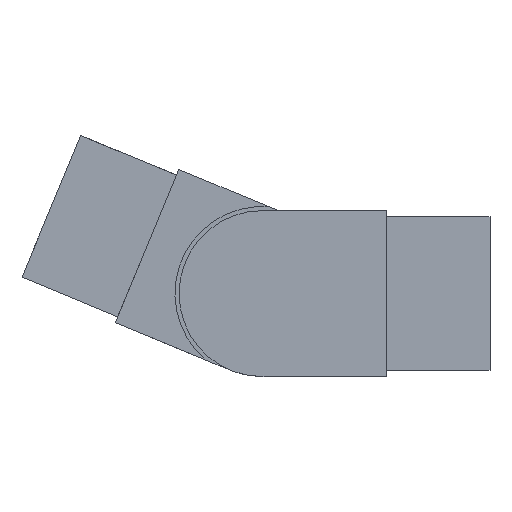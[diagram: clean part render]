
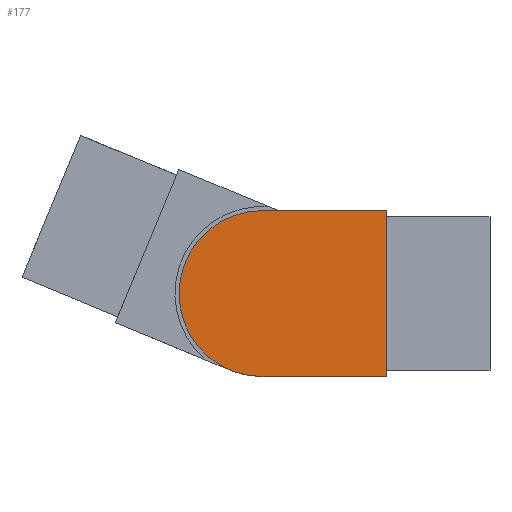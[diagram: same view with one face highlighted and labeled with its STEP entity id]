
A CAD part, left-side view. The second image highlights one B-rep face of the part: STEP entity #177.
In plain terms, the highlighted planar face has unit normal (-1, 0, 0).
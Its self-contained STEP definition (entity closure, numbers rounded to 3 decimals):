
#177=ADVANCED_FACE('',(#284),#231,.T.);
#231=PLANE('',#1454);
#284=FACE_OUTER_BOUND('',#363,.T.);
#363=EDGE_LOOP('',(#659,#660,#661,#662));
#659=ORIENTED_EDGE('',*,*,#1013,.T.);
#660=ORIENTED_EDGE('',*,*,#1042,.T.);
#661=ORIENTED_EDGE('',*,*,#1043,.F.);
#662=ORIENTED_EDGE('',*,*,#1005,.F.);
#846=VERTEX_POINT('',#5159);
#847=VERTEX_POINT('',#5161);
#852=VERTEX_POINT('',#5175);
#872=VERTEX_POINT('',#5301);
#1005=EDGE_CURVE('',#846,#847,#1199,.T.);
#1013=EDGE_CURVE('',#846,#852,#1102,.T.);
#1042=EDGE_CURVE('',#852,#872,#1222,.T.);
#1043=EDGE_CURVE('',#847,#872,#1223,.T.);
#1102=CIRCLE('',#1439,20.);
#1199=LINE('',#5160,#1320);
#1222=LINE('',#5300,#1343);
#1223=LINE('',#5302,#1344);
#1320=VECTOR('',#1671,1.);
#1343=VECTOR('',#1734,1.);
#1344=VECTOR('',#1735,1.);
#1439=AXIS2_PLACEMENT_3D('',#5176,#1686,#1687);
#1454=AXIS2_PLACEMENT_3D('',#5303,#1736,#1737);
#1671=DIRECTION('',(0.,-1.,0.));
#1686=DIRECTION('',(-1.,0.,0.));
#1687=DIRECTION('',(0.,0.,1.));
#1734=DIRECTION('',(0.,-1.,0.));
#1735=DIRECTION('',(0.,0.,-1.));
#1736=DIRECTION('',(-1.,0.,0.));
#1737=DIRECTION('',(0.,0.,1.));
#5159=CARTESIAN_POINT('',(-20.,30.,20.));
#5160=CARTESIAN_POINT('',(-20.,50.,20.));
#5161=CARTESIAN_POINT('',(-20.,0.,20.));
#5175=CARTESIAN_POINT('',(-20.,30.,-20.));
#5176=CARTESIAN_POINT('',(-20.,30.,0.));
#5300=CARTESIAN_POINT('',(-20.,50.,-20.));
#5301=CARTESIAN_POINT('',(-20.,0.,-20.));
#5302=CARTESIAN_POINT('',(-20.,0.,20.));
#5303=CARTESIAN_POINT('',(-20.,50.,20.));
